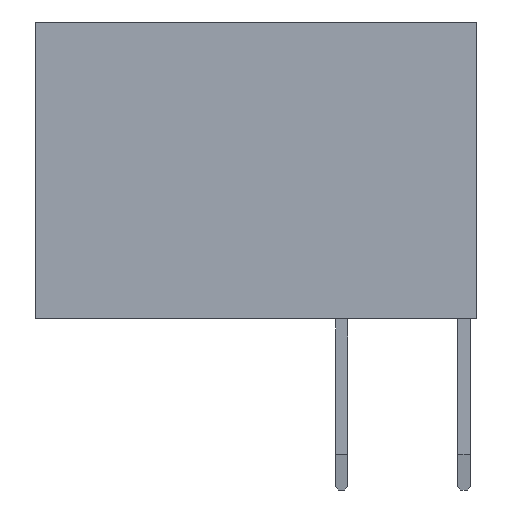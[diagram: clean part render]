
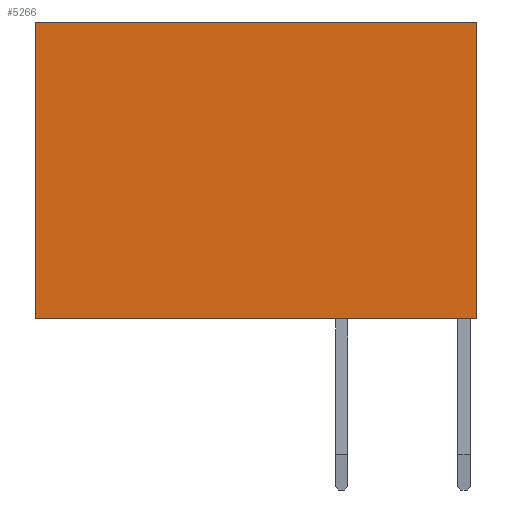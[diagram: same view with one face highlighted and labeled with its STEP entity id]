
A CAD part, left-side view. The second image highlights one B-rep face of the part: STEP entity #5266.
In plain terms, the highlighted planar face has unit normal (-1, 0, 0).
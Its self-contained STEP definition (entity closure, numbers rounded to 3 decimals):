
#5266=ADVANCED_FACE('',(#13296),#13297,.T.);
#5470=VERTEX_POINT('',#13515);
#6252=VERTEX_POINT('',#14363);
#6818=EDGE_CURVE('',#11018,#6252,#14964,.T.);
#9688=VERTEX_POINT('',#18068);
#9776=EDGE_CURVE('',#9688,#6252,#18168,.T.);
#10218=EDGE_CURVE('',#5470,#9688,#18651,.T.);
#11018=VERTEX_POINT('',#19510);
#11076=EDGE_CURVE('',#11018,#5470,#19573,.T.);
#13296=FACE_OUTER_BOUND('',#22474,.T.);
#13297=PLANE('',#22475);
#13515=CARTESIAN_POINT('',(-8.25,0.,2.3));
#14363=CARTESIAN_POINT('',(-8.25,7.2,-2.55));
#14964=LINE('',#24904,#24905);
#18068=CARTESIAN_POINT('',(-8.25,7.2,2.3));
#18168=LINE('',#29556,#29557);
#18651=LINE('',#30261,#30262);
#19510=CARTESIAN_POINT('',(-8.25,0.,-2.55));
#19573=LINE('',#31607,#31608);
#22474=EDGE_LOOP('',(#34489,#34490,#34491,#34492));
#22475=AXIS2_PLACEMENT_3D('',#34493,#34494,#34495);
#24904=CARTESIAN_POINT('',(-8.25,0.,-2.55));
#24905=VECTOR('',#36084,1.0);
#29556=CARTESIAN_POINT('',(-8.25,7.2,-2.55));
#29557=VECTOR('',#39250,1.0);
#30261=CARTESIAN_POINT('',(-8.25,0.,2.3));
#30262=VECTOR('',#39750,1.0);
#31607=CARTESIAN_POINT('',(-8.25,0.,-2.55));
#31608=VECTOR('',#40615,1.0);
#34489=ORIENTED_EDGE('',*,*,#9776,.T.);
#34490=ORIENTED_EDGE('',*,*,#6818,.F.);
#34491=ORIENTED_EDGE('',*,*,#11076,.T.);
#34492=ORIENTED_EDGE('',*,*,#10218,.T.);
#34493=CARTESIAN_POINT('',(-8.25,0.,2.3));
#34494=DIRECTION('',(-1.0,0.0,0.));
#34495=DIRECTION('',(0.,-1.0,0.));
#36084=DIRECTION('',(0.,1.0,0.));
#39250=DIRECTION('',(0.,0.,-1.0));
#39750=DIRECTION('',(0.,1.0,0.));
#40615=DIRECTION('',(0.,0.,1.0));
